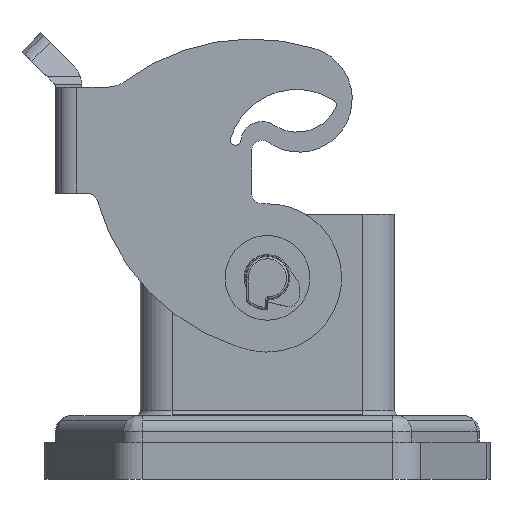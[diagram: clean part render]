
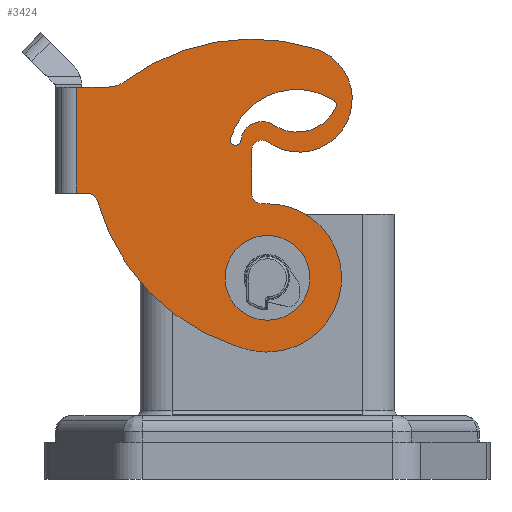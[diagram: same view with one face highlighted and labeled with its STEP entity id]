
A CAD part, front view. The second image highlights one B-rep face of the part: STEP entity #3424.
In plain terms, the highlighted planar face has unit normal (0, -1, 0).
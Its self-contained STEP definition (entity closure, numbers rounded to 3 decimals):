
#177=CARTESIAN_POINT('',(-3.497,-16.0,30.05));
#178=VERTEX_POINT('',#177);
#194=CARTESIAN_POINT('',(-3.479,-16.0,30.144));
#195=VERTEX_POINT('',#194);
#202=CARTESIAN_POINT('',(-3.,-16.0,30.0));
#203=DIRECTION('',(0.0,1.,0.0));
#204=DIRECTION('',(-0.995,0.0,0.1));
#205=AXIS2_PLACEMENT_3D('',#202,#203,#204);
#206=CIRCLE('',#205,0.5);
#207=EDGE_CURVE('',#178,#195,#206,.T.);
#217=CARTESIAN_POINT('',(1.518,-16.0,29.083));
#218=VERTEX_POINT('',#217);
#227=CARTESIAN_POINT('',(0.083,-16.0,29.797));
#228=VERTEX_POINT('',#227);
#229=CARTESIAN_POINT('',(3.,-16.0,33.858));
#230=DIRECTION('',(0.0,1.,0.0));
#231=DIRECTION('',(-0.296,0.0,-0.955));
#232=AXIS2_PLACEMENT_3D('',#229,#230,#231);
#233=CIRCLE('',#232,5.0);
#234=EDGE_CURVE('',#218,#228,#233,.T.);
#259=CARTESIAN_POINT('',(0.437,-16.0,10.014));
#260=VERTEX_POINT('',#259);
#269=CARTESIAN_POINT('',(-1.5,-16.0,10.163));
#270=VERTEX_POINT('',#269);
#271=CARTESIAN_POINT('',(0.0,-16.0,17.0));
#272=DIRECTION('',(0.0,1.,0.0));
#273=DIRECTION('',(0.062,0.0,-0.998));
#274=AXIS2_PLACEMENT_3D('',#271,#272,#273);
#275=CIRCLE('',#274,7.);
#276=EDGE_CURVE('',#260,#270,#275,.T.);
#1708=CARTESIAN_POINT('',(4.0,-16.0,17.0));
#1709=VERTEX_POINT('',#1708);
#1718=CARTESIAN_POINT('',(-4.0,-16.0,17.0));
#1719=VERTEX_POINT('',#1718);
#1720=CARTESIAN_POINT('',(0.0,-16.0,17.0));
#1721=DIRECTION('',(0.0,1.0,0.0));
#1722=DIRECTION('',(1.0,0.0,0.0));
#1723=AXIS2_PLACEMENT_3D('',#1720,#1721,#1722);
#1724=CIRCLE('',#1723,4.0);
#1725=EDGE_CURVE('',#1719,#1709,#1724,.T.);
#3000=CARTESIAN_POINT('',(-18.,-16.0,25.));
#3001=VERTEX_POINT('',#3000);
#3009=CARTESIAN_POINT('',(-18.,-16.0,35.));
#3010=VERTEX_POINT('',#3009);
#3011=CARTESIAN_POINT('',(-18.,-16.0,25.));
#3012=DIRECTION('',(0.0,0.0,1.0));
#3013=VECTOR('',#3012,10.);
#3014=LINE('',#3011,#3013);
#3015=EDGE_CURVE('',#3001,#3010,#3014,.T.);
#3076=CARTESIAN_POINT('',(6.475,-16.0,33.454));
#3077=VERTEX_POINT('',#3076);
#3093=CARTESIAN_POINT('',(6.451,-16.0,33.107));
#3094=VERTEX_POINT('',#3093);
#3101=CARTESIAN_POINT('',(5.995,-16.0,33.313));
#3102=DIRECTION('',(0.0,-1.,0.0));
#3103=DIRECTION('',(0.959,0.0,0.284));
#3104=AXIS2_PLACEMENT_3D('',#3101,#3102,#3103);
#3105=CIRCLE('',#3104,0.5);
#3106=EDGE_CURVE('',#3094,#3077,#3105,.T.);
#3117=CARTESIAN_POINT('',(6.266,-16.0,33.733));
#3118=VERTEX_POINT('',#3117);
#3119=CARTESIAN_POINT('',(5.995,-16.0,33.313));
#3120=DIRECTION('',(0.0,-1.,0.0));
#3121=DIRECTION('',(0.959,0.0,0.284));
#3122=AXIS2_PLACEMENT_3D('',#3119,#3120,#3121);
#3123=CIRCLE('',#3122,0.5);
#3124=EDGE_CURVE('',#3077,#3118,#3123,.T.);
#3159=CARTESIAN_POINT('',(0.593,-16.0,31.417));
#3160=VERTEX_POINT('',#3159);
#3167=CARTESIAN_POINT('',(2.804,-16.0,34.75));
#3168=DIRECTION('',(0.0,1.,0.0));
#3169=DIRECTION('',(-0.95,0.0,0.313));
#3170=AXIS2_PLACEMENT_3D('',#3167,#3168,#3169);
#3171=CIRCLE('',#3170,4.0);
#3172=EDGE_CURVE('',#3094,#3160,#3171,.T.);
#3276=CARTESIAN_POINT('',(-4.739,-16.0,26.191));
#3277=DIRECTION('',(0.0,1.0,0.0));
#3278=DIRECTION('',(0.0,0.0,1.0));
#3279=AXIS2_PLACEMENT_3D('',#3276,#3277,#3278);
#3280=PLANE('',#3279);
#3281=ORIENTED_EDGE('',*,*,#3015,.F.);
#3282=CARTESIAN_POINT('',(-17.,-16.0,25.));
#3283=VERTEX_POINT('',#3282);
#3284=CARTESIAN_POINT('',(-17.,-16.0,25.));
#3285=DIRECTION('',(-1.0,0.0,0.0));
#3286=VECTOR('',#3285,1.);
#3287=LINE('',#3284,#3286);
#3288=EDGE_CURVE('',#3283,#3001,#3287,.T.);
#3289=ORIENTED_EDGE('',*,*,#3288,.F.);
#3290=CARTESIAN_POINT('',(-16.036,-16.0,24.265));
#3291=VERTEX_POINT('',#3290);
#3292=CARTESIAN_POINT('',(-17.,-16.0,24.));
#3293=DIRECTION('',(0.0,-1.0,0.0));
#3294=DIRECTION('',(0.0,0.0,1.0));
#3295=AXIS2_PLACEMENT_3D('',#3292,#3293,#3294);
#3296=CIRCLE('',#3295,1.0);
#3297=EDGE_CURVE('',#3291,#3283,#3296,.T.);
#3298=ORIENTED_EDGE('',*,*,#3297,.F.);
#3299=CARTESIAN_POINT('',(-2.884,-16.0,10.536));
#3300=VERTEX_POINT('',#3299);
#3301=CARTESIAN_POINT('',(3.247,-16.0,29.573));
#3302=DIRECTION('',(0.0,1.,0.0));
#3303=DIRECTION('',(0.307,0.0,0.952));
#3304=AXIS2_PLACEMENT_3D('',#3301,#3302,#3303);
#3305=CIRCLE('',#3304,20.);
#3306=EDGE_CURVE('',#3300,#3291,#3305,.T.);
#3307=ORIENTED_EDGE('',*,*,#3306,.F.);
#3308=CARTESIAN_POINT('',(1.714,-16.0,24.814));
#3309=DIRECTION('',(0.0,1.0,0.0));
#3310=DIRECTION('',(0.214,0.0,0.977));
#3311=AXIS2_PLACEMENT_3D('',#3308,#3309,#3310);
#3312=CIRCLE('',#3311,15.);
#3313=EDGE_CURVE('',#270,#3300,#3312,.T.);
#3314=ORIENTED_EDGE('',*,*,#3313,.F.);
#3315=ORIENTED_EDGE('',*,*,#276,.F.);
#3316=CARTESIAN_POINT('',(-0.437,-16.0,23.986));
#3317=VERTEX_POINT('',#3316);
#3318=CARTESIAN_POINT('',(0.0,-16.0,17.0));
#3319=DIRECTION('',(0.0,1.,0.0));
#3320=DIRECTION('',(0.062,0.0,-0.998));
#3321=AXIS2_PLACEMENT_3D('',#3318,#3319,#3320);
#3322=CIRCLE('',#3321,7.);
#3323=EDGE_CURVE('',#3317,#260,#3322,.T.);
#3324=ORIENTED_EDGE('',*,*,#3323,.F.);
#3325=CARTESIAN_POINT('',(-1.5,-16.0,24.984));
#3326=VERTEX_POINT('',#3325);
#3327=CARTESIAN_POINT('',(-0.5,-16.0,24.984));
#3328=DIRECTION('',(0.0,-1.0,0.0));
#3329=DIRECTION('',(0.063,0.0,-0.998));
#3330=AXIS2_PLACEMENT_3D('',#3327,#3328,#3329);
#3331=CIRCLE('',#3330,1.0);
#3332=EDGE_CURVE('',#3326,#3317,#3331,.T.);
#3333=ORIENTED_EDGE('',*,*,#3332,.F.);
#3334=CARTESIAN_POINT('',(-1.5,-16.0,28.984));
#3335=VERTEX_POINT('',#3334);
#3336=CARTESIAN_POINT('',(-1.5,-16.0,28.984));
#3337=DIRECTION('',(0.0,0.0,-1.0));
#3338=VECTOR('',#3337,4.0);
#3339=LINE('',#3336,#3338);
#3340=EDGE_CURVE('',#3335,#3326,#3339,.T.);
#3341=ORIENTED_EDGE('',*,*,#3340,.F.);
#3342=CARTESIAN_POINT('',(-0.5,-16.0,28.984));
#3343=DIRECTION('',(0.0,-1.0,0.0));
#3344=DIRECTION('',(-1.0,0.0,0.0));
#3345=AXIS2_PLACEMENT_3D('',#3342,#3343,#3344);
#3346=CIRCLE('',#3345,1.);
#3347=EDGE_CURVE('',#228,#3335,#3346,.T.);
#3348=ORIENTED_EDGE('',*,*,#3347,.F.);
#3349=ORIENTED_EDGE('',*,*,#234,.F.);
#3350=CARTESIAN_POINT('',(4.482,-16.0,38.633));
#3351=VERTEX_POINT('',#3350);
#3352=CARTESIAN_POINT('',(3.,-16.0,33.858));
#3353=DIRECTION('',(0.0,1.,0.0));
#3354=DIRECTION('',(-0.296,0.0,-0.955));
#3355=AXIS2_PLACEMENT_3D('',#3352,#3353,#3354);
#3356=CIRCLE('',#3355,5.0);
#3357=EDGE_CURVE('',#3351,#218,#3356,.T.);
#3358=ORIENTED_EDGE('',*,*,#3357,.F.);
#3359=CARTESIAN_POINT('',(-13.478,-16.0,35.509));
#3360=VERTEX_POINT('',#3359);
#3361=CARTESIAN_POINT('',(-1.447,-16.0,19.532));
#3362=DIRECTION('',(0.0,1.0,0.0));
#3363=DIRECTION('',(0.602,0.0,-0.799));
#3364=AXIS2_PLACEMENT_3D('',#3361,#3362,#3363);
#3365=CIRCLE('',#3364,20.);
#3366=EDGE_CURVE('',#3360,#3351,#3365,.T.);
#3367=ORIENTED_EDGE('',*,*,#3366,.F.);
#3368=CARTESIAN_POINT('',(-15.,-16.0,35.));
#3369=VERTEX_POINT('',#3368);
#3370=CARTESIAN_POINT('',(-15.,-16.0,37.53));
#3371=DIRECTION('',(0.0,-1.0,0.0));
#3372=DIRECTION('',(0.602,0.0,-0.799));
#3373=AXIS2_PLACEMENT_3D('',#3370,#3371,#3372);
#3374=CIRCLE('',#3373,2.53);
#3375=EDGE_CURVE('',#3369,#3360,#3374,.T.);
#3376=ORIENTED_EDGE('',*,*,#3375,.F.);
#3377=CARTESIAN_POINT('',(-18.,-16.0,35.));
#3378=DIRECTION('',(1.0,0.0,0.0));
#3379=VECTOR('',#3378,3.);
#3380=LINE('',#3377,#3379);
#3381=EDGE_CURVE('',#3010,#3369,#3380,.T.);
#3382=ORIENTED_EDGE('',*,*,#3381,.F.);
#3383=EDGE_LOOP('',(#3281,#3289,#3298,#3307,#3314,#3315,#3324,#3333,#3341,#3348,#3349,#3358,#3367,#3376,#3382));
#3384=FACE_OUTER_BOUND('',#3383,.T.);
#3385=ORIENTED_EDGE('',*,*,#1725,.T.);
#3386=CARTESIAN_POINT('',(0.0,-16.0,17.0));
#3387=DIRECTION('',(0.0,1.0,0.0));
#3388=DIRECTION('',(1.0,0.0,0.0));
#3389=AXIS2_PLACEMENT_3D('',#3386,#3387,#3388);
#3390=CIRCLE('',#3389,4.0);
#3391=EDGE_CURVE('',#1709,#1719,#3390,.T.);
#3392=ORIENTED_EDGE('',*,*,#3391,.T.);
#3393=EDGE_LOOP('',(#3385,#3392));
#3394=FACE_BOUND('',#3393,.T.);
#3395=CARTESIAN_POINT('',(-2.503,-16.0,29.95));
#3396=VERTEX_POINT('',#3395);
#3397=CARTESIAN_POINT('',(-0.513,-16.0,29.75));
#3398=DIRECTION('',(0.0,-1.0,0.0));
#3399=DIRECTION('',(-0.995,0.0,0.1));
#3400=AXIS2_PLACEMENT_3D('',#3397,#3398,#3399);
#3401=CIRCLE('',#3400,2.);
#3402=EDGE_CURVE('',#3160,#3396,#3401,.T.);
#3403=ORIENTED_EDGE('',*,*,#3402,.T.);
#3404=CARTESIAN_POINT('',(-3.,-16.0,30.0));
#3405=DIRECTION('',(0.0,1.,0.0));
#3406=DIRECTION('',(-0.995,0.0,0.1));
#3407=AXIS2_PLACEMENT_3D('',#3404,#3405,#3406);
#3408=CIRCLE('',#3407,0.5);
#3409=EDGE_CURVE('',#3396,#178,#3408,.T.);
#3410=ORIENTED_EDGE('',*,*,#3409,.T.);
#3411=ORIENTED_EDGE('',*,*,#207,.T.);
#3412=CARTESIAN_POINT('',(2.745,-16.0,28.269));
#3413=DIRECTION('',(0.0,1.0,0.0));
#3414=DIRECTION('',(0.957,0.0,-0.288));
#3415=AXIS2_PLACEMENT_3D('',#3412,#3413,#3414);
#3416=CIRCLE('',#3415,6.5);
#3417=EDGE_CURVE('',#195,#3118,#3416,.T.);
#3418=ORIENTED_EDGE('',*,*,#3417,.T.);
#3419=ORIENTED_EDGE('',*,*,#3124,.F.);
#3420=ORIENTED_EDGE('',*,*,#3106,.F.);
#3421=ORIENTED_EDGE('',*,*,#3172,.T.);
#3422=EDGE_LOOP('',(#3403,#3410,#3411,#3418,#3419,#3420,#3421));
#3423=FACE_BOUND('',#3422,.T.);
#3424=ADVANCED_FACE('',(#3384,#3394,#3423),#3280,.F.);
